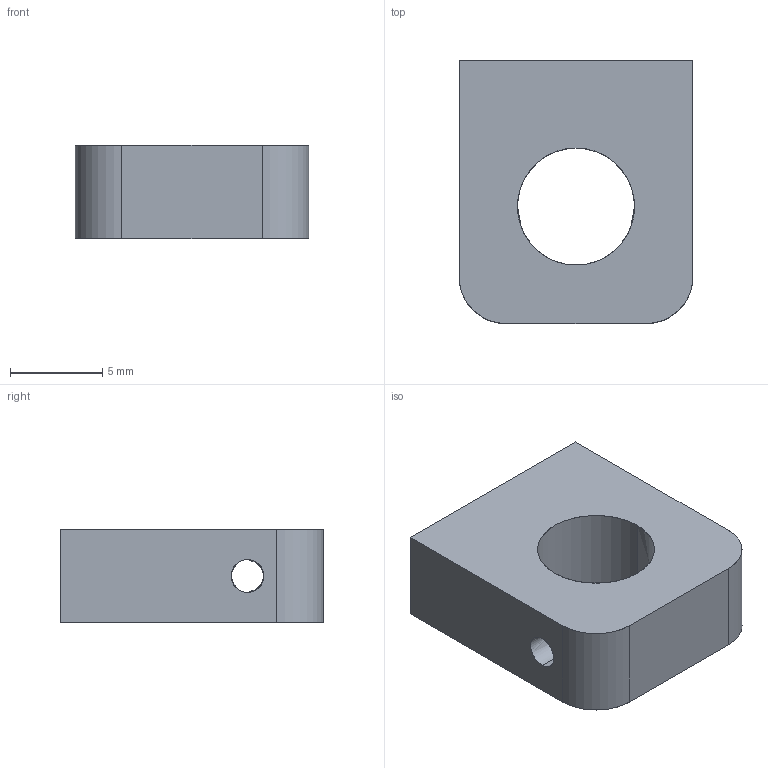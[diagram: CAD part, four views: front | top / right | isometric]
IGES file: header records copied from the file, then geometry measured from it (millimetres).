
Start section: SolidWorks IGES file using analytic representation for surfaces
Global section: file name: w07-clamp.IGS; native system: SolidWorks 2006 by SolidWorks Corporation; preprocessor: SolidWorks 2006 by SolidWorks Corporation; author: leinad; date: 080605.115800; units: inch
Bounding box: 12.7 x 14.29 x 5.08 mm (x, y, z)
Surface area: 818.9 mm2 (no closed solid volume)
Topology: 0 solids, 0 shells, 22 faces, 582 edges, 638 vertices
Faces by surface type: revolution 16, bspline 6
